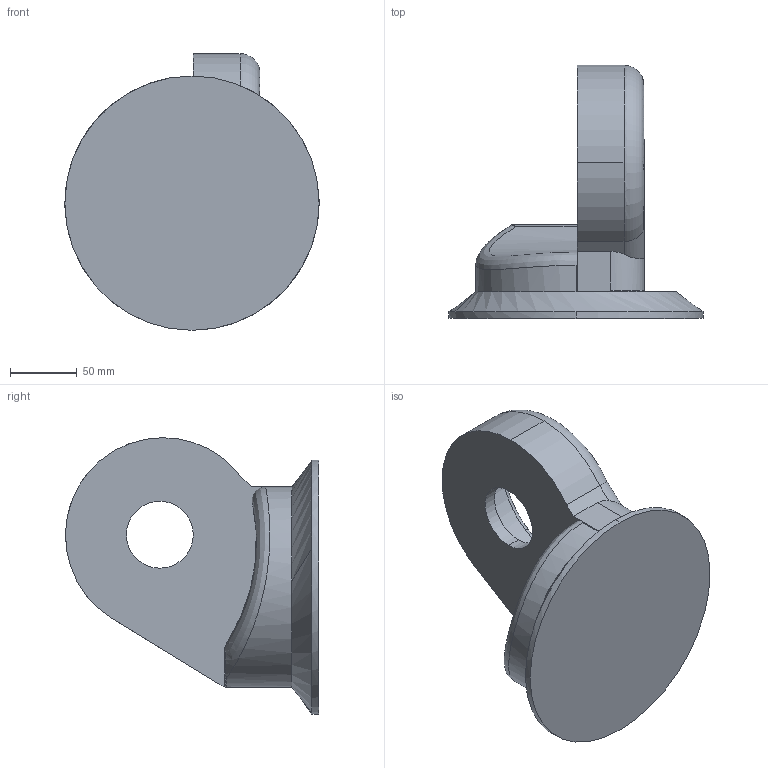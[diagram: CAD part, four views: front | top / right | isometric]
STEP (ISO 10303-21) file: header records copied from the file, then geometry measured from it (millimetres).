
FILE_DESCRIPTION (( 'STEP AP203' ), '1' );
FILE_NAME ('ARM1.STEP', '2023-05-22T09:45:11', ( '' ), ( '' ), 'SwSTEP 2.0', 'SolidWorks 2023', '' );
FILE_SCHEMA (( 'CONFIG_CONTROL_DESIGN' ));
Length unit declared in the file: millimetre
Products named in the file (1): ARM1
Bounding box: 190 x 189.04 x 206.67 mm (x, y, z)
Volume: 1451392.6 mm3; surface area: 138567.1 mm2
Topology: 1 solids, 1 shells, 62 faces, 159 edges, 98 vertices
Faces by surface type: cylinder 26, plane 17, torus 10, bspline 9
Entity records: 3174 total; most frequent: CARTESIAN_POINT 1669, ORIENTED_EDGE 316, DIRECTION 286, EDGE_CURVE 158, AXIS2_PLACEMENT_3D 116, VERTEX_POINT 98, EDGE_LOOP 64, FACE_OUTER_BOUND 62
